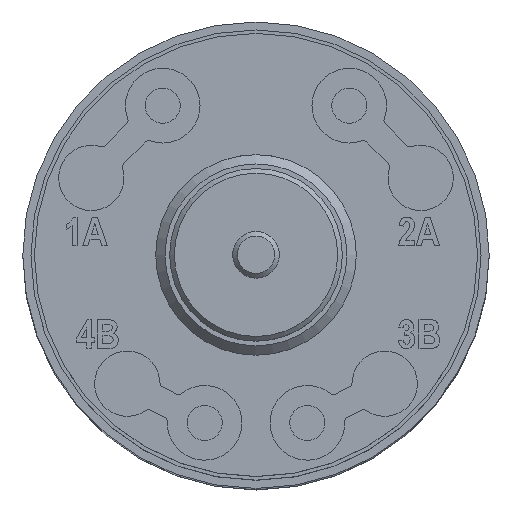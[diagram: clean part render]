
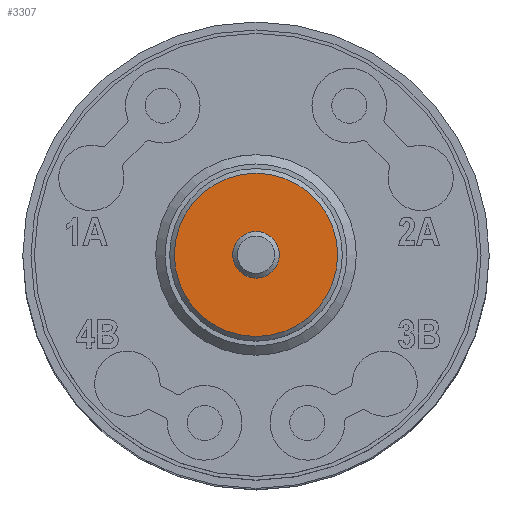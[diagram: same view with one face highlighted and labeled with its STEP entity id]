
A CAD part, top view. The second image highlights one B-rep face of the part: STEP entity #3307.
In plain terms, the highlighted planar face has unit normal (0, 0, 1).
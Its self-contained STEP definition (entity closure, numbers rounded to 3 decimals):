
#635=PLANE('',#3552);
#816=FACE_BOUND('',#1137,.T.);
#896=FACE_OUTER_BOUND('',#1136,.T.);
#1136=EDGE_LOOP('',(#2269));
#1137=EDGE_LOOP('',(#2270));
#1385=CIRCLE('',#3553,1.75);
#1386=CIRCLE('',#3554,0.5);
#1501=VERTEX_POINT('',#4762);
#1502=VERTEX_POINT('',#4764);
#1807=EDGE_CURVE('',#1501,#1501,#1385,.T.);
#1808=EDGE_CURVE('',#1502,#1502,#1386,.T.);
#2269=ORIENTED_EDGE('',*,*,#1807,.F.);
#2270=ORIENTED_EDGE('',*,*,#1808,.F.);
#3307=ADVANCED_FACE('',(#896,#816),#635,.T.);
#3552=AXIS2_PLACEMENT_3D('',#4761,#3923,#3924);
#3553=AXIS2_PLACEMENT_3D('',#4763,#3925,#3926);
#3554=AXIS2_PLACEMENT_3D('',#4765,#3927,#3928);
#3923=DIRECTION('center_axis',(0.,0.,1.));
#3924=DIRECTION('ref_axis',(1.,0.,0.));
#3925=DIRECTION('center_axis',(0.,0.,-1.));
#3926=DIRECTION('ref_axis',(0.,1.,0.));
#3927=DIRECTION('center_axis',(0.,0.,1.));
#3928=DIRECTION('ref_axis',(0.,-1.,0.));
#4761=CARTESIAN_POINT('Origin',(0.,-1.175,26.45));
#4762=CARTESIAN_POINT('',(0.,-1.75,26.45));
#4763=CARTESIAN_POINT('Origin',(0.,0.,
26.45));
#4764=CARTESIAN_POINT('',(0.,-0.5,26.45));
#4765=CARTESIAN_POINT('Origin',(0.,0.,
26.45));
